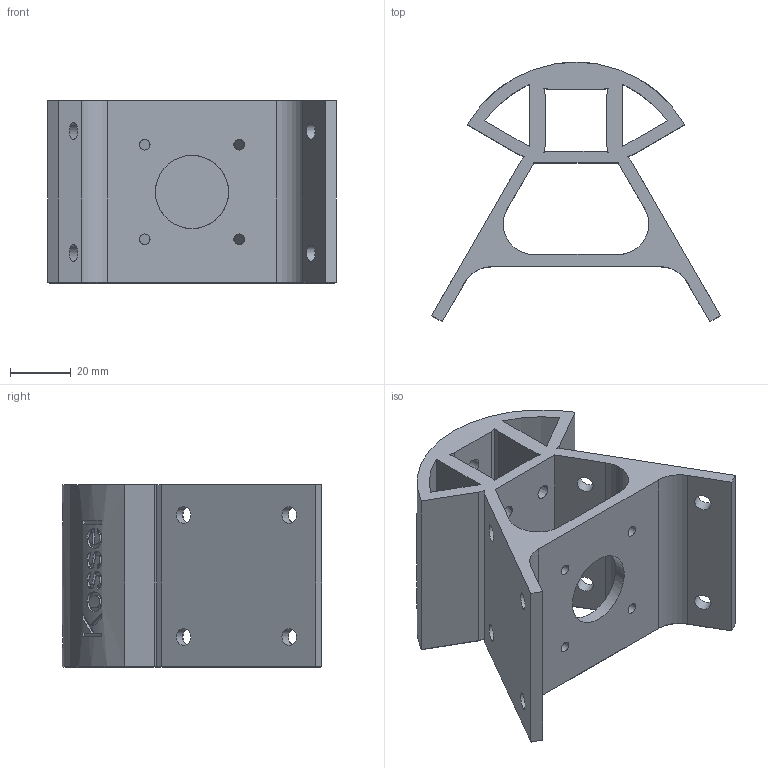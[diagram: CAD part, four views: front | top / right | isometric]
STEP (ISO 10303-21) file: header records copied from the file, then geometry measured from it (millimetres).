
FILE_DESCRIPTION(/* description */ ('Alibre Inc.'),/* implementation_level */ '2;1');
FILE_NAME(/* name */ 'export0',/* time_stamp */ '2016-08-10T13:01:02-04:00',/* author */ (''),/* organization */ (''),/* preprocessor_version */ 'ST-DEVELOPER v14',/* originating_system */ 'Alibre',/* authorisation */ '');
FILE_SCHEMA (('AUTOMOTIVE_DESIGN'));
Length unit declared in the file: centimetre
Bounding box: 94.72 x 85.11 x 60 mm (x, y, z)
Volume: 104137.2 mm3; surface area: 45604.4 mm2
Topology: 1 solids, 1 shells, 352 faces, 961 edges, 629 vertices
Faces by surface type: plane 162, bspline 150, cylinder 33, cone 7
Full cylindrical faces by diameter (mm): 3.5 x4, 5.5 x10, 9 x2, 24 x1
Entity records: 12350 total; most frequent: CARTESIAN_POINT 4640, ORIENTED_EDGE 1878, EDGE_CURVE 939, DIRECTION 938, VERTEX_POINT 624, VECTOR 516, LINE 516, EDGE_LOOP 433
